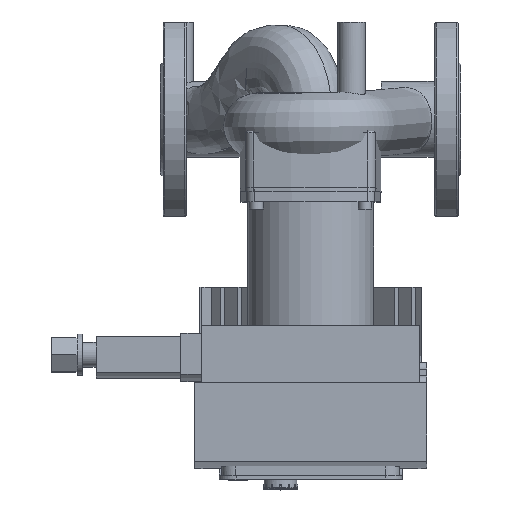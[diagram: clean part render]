
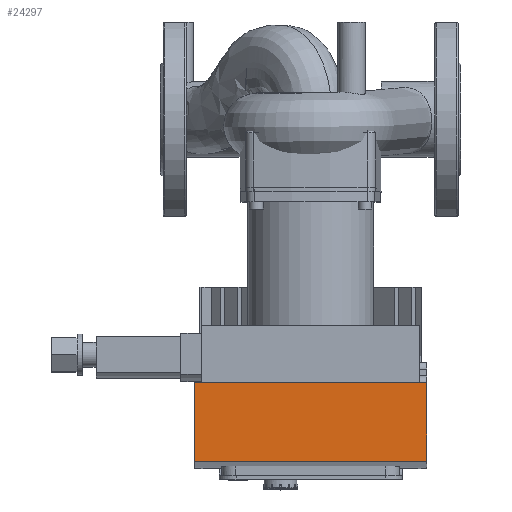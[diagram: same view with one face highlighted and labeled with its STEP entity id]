
A CAD part, top view. The second image highlights one B-rep face of the part: STEP entity #24297.
In plain terms, the highlighted planar face has unit normal (0, 0, 1).
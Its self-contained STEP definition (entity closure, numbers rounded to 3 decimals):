
#2036=LINE('',#64955,#4314);
#2044=LINE('',#64975,#4322);
#2050=LINE('',#64986,#4328);
#2056=LINE('',#65001,#4334);
#4314=VECTOR('',#32550,10.);
#4322=VECTOR('',#32570,10.);
#4328=VECTOR('',#32582,10.);
#4334=VECTOR('',#32604,10.);
#6778=FACE_OUTER_BOUND('',#8264,.T.);
#8264=EDGE_LOOP('',(#20704,#20705,#20706,#20707));
#11250=VERTEX_POINT('',#64952);
#11251=VERTEX_POINT('',#64954);
#11257=VERTEX_POINT('',#64974);
#11259=VERTEX_POINT('',#64984);
#14487=EDGE_CURVE('',#11251,#11250,#2036,.T.);
#14497=EDGE_CURVE('',#11251,#11257,#2044,.T.);
#14504=EDGE_CURVE('',#11259,#11250,#2050,.T.);
#14511=EDGE_CURVE('',#11259,#11257,#2056,.T.);
#20704=ORIENTED_EDGE('',*,*,#14511,.T.);
#20705=ORIENTED_EDGE('',*,*,#14497,.F.);
#20706=ORIENTED_EDGE('',*,*,#14487,.T.);
#20707=ORIENTED_EDGE('',*,*,#14504,.F.);
#22948=PLANE('',#26659);
#24297=ADVANCED_FACE('',(#6778),#22948,.T.);
#26659=AXIS2_PLACEMENT_3D('',#65000,#32602,#32603);
#32550=DIRECTION('',(0.,-1.,0.));
#32570=DIRECTION('',(1.,0.,0.));
#32582=DIRECTION('',(-1.,0.,0.));
#32602=DIRECTION('center_axis',(0.,0.,1.));
#32603=DIRECTION('ref_axis',(1.,0.,0.));
#32604=DIRECTION('',(0.,1.,0.));
#64952=CARTESIAN_POINT('',(25.,-250.5,190.));
#64954=CARTESIAN_POINT('',(25.,-193.,190.));
#64955=CARTESIAN_POINT('',(25.,-250.5,190.));
#64974=CARTESIAN_POINT('',(195.,-193.,190.));
#64975=CARTESIAN_POINT('',(110.,-193.,190.));
#64984=CARTESIAN_POINT('',(195.,-250.5,190.));
#64986=CARTESIAN_POINT('',(110.,-250.5,190.));
#65000=CARTESIAN_POINT('Origin',(110.,-250.5,190.));
#65001=CARTESIAN_POINT('',(195.,-193.,190.));
